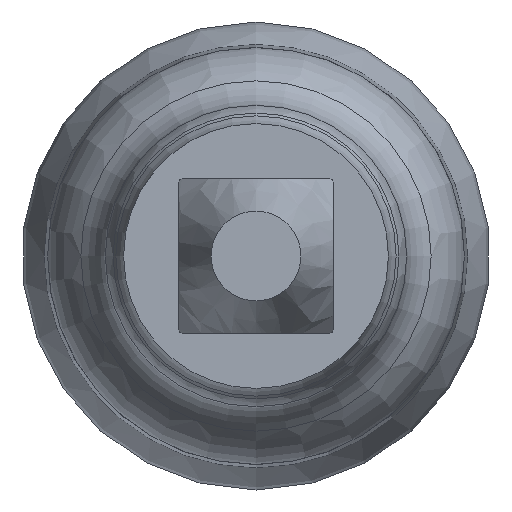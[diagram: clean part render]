
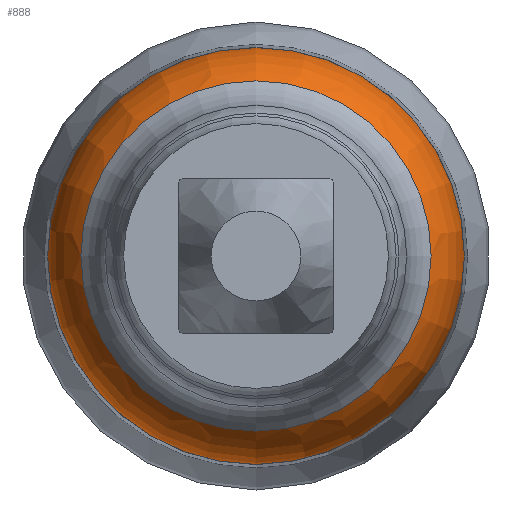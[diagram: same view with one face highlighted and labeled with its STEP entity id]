
A CAD part, left-side view. The second image highlights one B-rep face of the part: STEP entity #888.
In plain terms, the highlighted toroidal (fillet/blend) face has major radius 0.343 mm and minor radius 0.483 mm.
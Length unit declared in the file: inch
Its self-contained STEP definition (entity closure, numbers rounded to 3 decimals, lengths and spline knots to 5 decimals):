
#11 = CARTESIAN_POINT ( 'NONE',  ( 0.11463, 0., 0. ) ) ;
#21 = AXIS2_PLACEMENT_3D ( 'NONE', #11, #629, #1178 ) ;
#106 = AXIS2_PLACEMENT_3D ( 'NONE', #1170, #876, #1143 ) ;
#193 = TOROIDAL_SURFACE ( 'NONE', #106, 0.0135, 0.019 ) ;
#278 = FACE_OUTER_BOUND ( 'NONE', #576, .T. ) ;
#385 = ORIENTED_EDGE ( 'NONE', *, *, #705, .T. ) ;
#399 = DIRECTION ( 'NONE',  ( 0., 0., 1. ) ) ;
#416 = EDGE_CURVE ( 'NONE', #1165, #1165, #843, .T. ) ;
#457 = AXIS2_PLACEMENT_3D ( 'NONE', #556, #484, #399 ) ;
#484 = DIRECTION ( 'NONE',  ( -1., 0., 0. ) ) ;
#503 = CARTESIAN_POINT ( 'NONE',  ( 0.10161, 0., 0.02732 ) ) ;
#521 = VERTEX_POINT ( 'NONE', #891 ) ;
#523 = FACE_OUTER_BOUND ( 'NONE', #679, .T. ) ;
#556 = CARTESIAN_POINT ( 'NONE',  ( 0.10161, 0., 0. ) ) ;
#576 = EDGE_LOOP ( 'NONE', ( #746 ) ) ;
#629 = DIRECTION ( 'NONE',  ( -1., 0., 0. ) ) ;
#679 = EDGE_LOOP ( 'NONE', ( #385 ) ) ;
#705 = EDGE_CURVE ( 'NONE', #521, #521, #1077, .T. ) ;
#746 = ORIENTED_EDGE ( 'NONE', *, *, #416, .F. ) ;
#843 = CIRCLE ( 'NONE', #457, 0.02732 ) ;
#876 = DIRECTION ( 'NONE',  ( -1., 0., 0. ) ) ;
#888 = ADVANCED_FACE ( 'NONE', ( #278, #523 ), #193, .T. ) ;
#891 = CARTESIAN_POINT ( 'NONE',  ( 0.11463, 0., 0.0325 ) ) ;
#1077 = CIRCLE ( 'NONE', #21, 0.0325 ) ;
#1143 = DIRECTION ( 'NONE',  ( 0., 0., 1. ) ) ;
#1165 = VERTEX_POINT ( 'NONE', #503 ) ;
#1170 = CARTESIAN_POINT ( 'NONE',  ( 0.11465, 0., 0. ) ) ;
#1178 = DIRECTION ( 'NONE',  ( 0., 0., 1. ) ) ;
